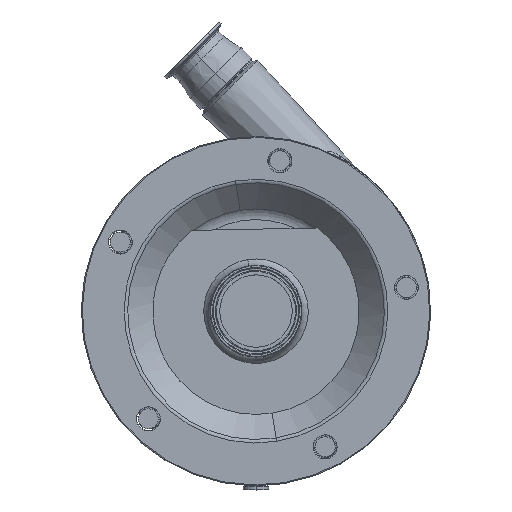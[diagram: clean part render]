
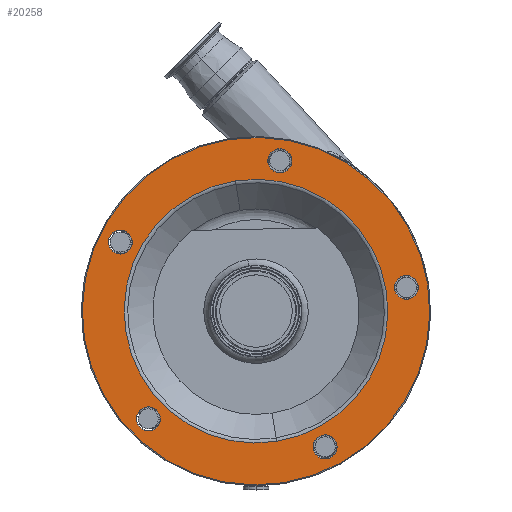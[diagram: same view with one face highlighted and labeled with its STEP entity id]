
A CAD part, top view. The second image highlights one B-rep face of the part: STEP entity #20258.
In plain terms, the highlighted planar face has unit normal (0, 0, 1).
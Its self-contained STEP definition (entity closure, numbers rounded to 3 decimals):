
#12 = CIRCLE ( 'NONE', #17728, 132.071 ) ;
#798 = CARTESIAN_POINT ( 'NONE',  ( 150.622, 23.856, 303.5 ) ) ;
#842 = CIRCLE ( 'NONE', #10111, 174. ) ;
#982 = CARTESIAN_POINT ( 'NONE',  ( -134.001, 57.381, 303.5 ) ) ;
#1396 = CIRCLE ( 'NONE', #8148, 12. ) ;
#1434 = EDGE_CURVE ( 'NONE', #5682, #16905, #25207, .T. ) ;
#1796 = CARTESIAN_POINT ( 'NONE',  ( -135.878, 69.234, 303.5 ) ) ;
#1955 = DIRECTION ( 'NONE',  ( 0.156, -0.988, 0. ) ) ;
#2043 = DIRECTION ( 'NONE',  ( 0., 0., -1. ) ) ;
#2179 = CARTESIAN_POINT ( 'NONE',  ( -135.878, 69.234, 303.5 ) ) ;
#2302 = DIRECTION ( 'NONE',  ( 0., 0., -1. ) ) ;
#2754 = DIRECTION ( 'NONE',  ( 0., 0., -1. ) ) ;
#2768 = DIRECTION ( 'NONE',  ( 0.156, -0.988, 0. ) ) ;
#3018 = DIRECTION ( 'NONE',  ( 0.156, -0.988, 0. ) ) ;
#3444 = VERTEX_POINT ( 'NONE', #16334 ) ;
#3955 = DIRECTION ( 'NONE',  ( 0., 0., -1. ) ) ;
#3995 = CARTESIAN_POINT ( 'NONE',  ( 27.22, -171.858, 303.5 ) ) ;
#4159 = VERTEX_POINT ( 'NONE', #982 ) ;
#4366 = VERTEX_POINT ( 'NONE', #6522 ) ;
#4588 = CARTESIAN_POINT ( 'NONE',  ( 148.745, 35.709, 303.5 ) ) ;
#4641 = ORIENTED_EDGE ( 'NONE', *, *, #23822, .T. ) ;
#4711 = EDGE_LOOP ( 'NONE', ( #12509, #4641 ) ) ;
#4823 = CIRCLE ( 'NONE', #25870, 12. ) ;
#4996 = VERTEX_POINT ( 'NONE', #25057 ) ;
#5682 = VERTEX_POINT ( 'NONE', #21366 ) ;
#6182 = DIRECTION ( 'NONE',  ( 0.156, -0.988, 0. ) ) ;
#6522 = CARTESIAN_POINT ( 'NONE',  ( -105.957, -119.686, 303.5 ) ) ;
#6744 = VERTEX_POINT ( 'NONE', #17620 ) ;
#6756 = DIRECTION ( 'NONE',  ( 0., 0., -1. ) ) ;
#6798 = EDGE_CURVE ( 'NONE', #18663, #6744, #23173, .T. ) ;
#6978 = DIRECTION ( 'NONE',  ( 0.156, -0.988, 0. ) ) ;
#7526 = EDGE_CURVE ( 'NONE', #24103, #4996, #24889, .T. ) ;
#7748 = DIRECTION ( 'NONE',  ( 0.156, -0.988, 0. ) ) ;
#7914 = CARTESIAN_POINT ( 'NONE',  ( 0., 0., 303.5 ) ) ;
#7940 = EDGE_CURVE ( 'NONE', #16905, #5682, #842, .T. ) ;
#7948 = ORIENTED_EDGE ( 'NONE', *, *, #7526, .T. ) ;
#8148 = AXIS2_PLACEMENT_3D ( 'NONE', #798, #6756, #23264 ) ;
#8572 = EDGE_CURVE ( 'NONE', #4996, #24103, #12, .T. ) ;
#8738 = AXIS2_PLACEMENT_3D ( 'NONE', #2179, #22251, #18053 ) ;
#9153 = AXIS2_PLACEMENT_3D ( 'NONE', #1796, #15616, #24015 ) ;
#9201 = DIRECTION ( 'NONE',  ( 0.156, -0.988, 0. ) ) ;
#9247 = EDGE_LOOP ( 'NONE', ( #12851, #17424 ) ) ;
#9411 = FACE_BOUND ( 'NONE', #11262, .T. ) ;
#9527 = EDGE_CURVE ( 'NONE', #3444, #4366, #15212, .T. ) ;
#9624 = CIRCLE ( 'NONE', #16324, 12. ) ;
#10111 = AXIS2_PLACEMENT_3D ( 'NONE', #17100, #21213, #23593 ) ;
#10196 = VERTEX_POINT ( 'NONE', #22906 ) ;
#10374 = DIRECTION ( 'NONE',  ( 0.156, -0.988, 0. ) ) ;
#10381 = DIRECTION ( 'NONE',  ( 0., 0., -1. ) ) ;
#10619 = DIRECTION ( 'NONE',  ( 0.156, -0.988, 0. ) ) ;
#10742 = CARTESIAN_POINT ( 'NONE',  ( -107.834, -107.834, 303.5 ) ) ;
#11051 = DIRECTION ( 'NONE',  ( 0., 0., -1. ) ) ;
#11262 = EDGE_LOOP ( 'NONE', ( #11324, #23521 ) ) ;
#11324 = ORIENTED_EDGE ( 'NONE', *, *, #24398, .T. ) ;
#11373 = FACE_BOUND ( 'NONE', #4711, .T. ) ;
#11757 = AXIS2_PLACEMENT_3D ( 'NONE', #19238, #21086, #9201 ) ;
#11761 = DIRECTION ( 'NONE',  ( 0.156, -0.988, 0. ) ) ;
#11956 = CARTESIAN_POINT ( 'NONE',  ( -137.756, 81.086, 303.5 ) ) ;
#12483 = CIRCLE ( 'NONE', #20071, 12. ) ;
#12503 = CARTESIAN_POINT ( 'NONE',  ( 25.733, 138.77, 303.5 ) ) ;
#12509 = ORIENTED_EDGE ( 'NONE', *, *, #22120, .T. ) ;
#12517 = CARTESIAN_POINT ( 'NONE',  ( 0., 0., 303.5 ) ) ;
#12851 = ORIENTED_EDGE ( 'NONE', *, *, #19397, .T. ) ;
#12892 = AXIS2_PLACEMENT_3D ( 'NONE', #23230, #11051, #6978 ) ;
#13059 = CARTESIAN_POINT ( 'NONE',  ( 23.856, 150.622, 303.5 ) ) ;
#13316 = CIRCLE ( 'NONE', #9153, 12. ) ;
#13744 = AXIS2_PLACEMENT_3D ( 'NONE', #7914, #3955, #1955 ) ;
#14932 = VERTEX_POINT ( 'NONE', #11956 ) ;
#15051 = VERTEX_POINT ( 'NONE', #4588 ) ;
#15212 = CIRCLE ( 'NONE', #24161, 12. ) ;
#15264 = EDGE_LOOP ( 'NONE', ( #19002, #18912 ) ) ;
#15371 = CARTESIAN_POINT ( 'NONE',  ( -20.66, 130.445, 303.5 ) ) ;
#15616 = DIRECTION ( 'NONE',  ( 0., 0., -1. ) ) ;
#15945 = DIRECTION ( 'NONE',  ( 0., 0., -1. ) ) ;
#16324 = AXIS2_PLACEMENT_3D ( 'NONE', #18326, #2302, #10374 ) ;
#16334 = CARTESIAN_POINT ( 'NONE',  ( -109.711, -95.982, 303.5 ) ) ;
#16560 = CARTESIAN_POINT ( 'NONE',  ( 150.622, 23.856, 303.5 ) ) ;
#16747 = EDGE_CURVE ( 'NONE', #4366, #3444, #4823, .T. ) ;
#16905 = VERTEX_POINT ( 'NONE', #3995 ) ;
#16980 = ORIENTED_EDGE ( 'NONE', *, *, #16747, .T. ) ;
#17100 = CARTESIAN_POINT ( 'NONE',  ( 0., 0., 303.5 ) ) ;
#17251 = AXIS2_PLACEMENT_3D ( 'NONE', #12517, #20858, #2768 ) ;
#17424 = ORIENTED_EDGE ( 'NONE', *, *, #6798, .T. ) ;
#17449 = FACE_BOUND ( 'NONE', #9247, .T. ) ;
#17613 = EDGE_LOOP ( 'NONE', ( #22949, #7948 ) ) ;
#17620 = CARTESIAN_POINT ( 'NONE',  ( 67.356, -124.026, 303.5 ) ) ;
#17689 = VERTEX_POINT ( 'NONE', #22683 ) ;
#17728 = AXIS2_PLACEMENT_3D ( 'NONE', #22390, #2043, #24147 ) ;
#17791 = EDGE_LOOP ( 'NONE', ( #20863, #17997 ) ) ;
#17960 = CIRCLE ( 'NONE', #12892, 12. ) ;
#17997 = ORIENTED_EDGE ( 'NONE', *, *, #22457, .T. ) ;
#18053 = DIRECTION ( 'NONE',  ( 0.156, -0.988, 0. ) ) ;
#18326 = CARTESIAN_POINT ( 'NONE',  ( 23.856, 150.622, 303.5 ) ) ;
#18663 = VERTEX_POINT ( 'NONE', #24146 ) ;
#18835 = DIRECTION ( 'NONE',  ( 0., 0., -1. ) ) ;
#18912 = ORIENTED_EDGE ( 'NONE', *, *, #1434, .F. ) ;
#19002 = ORIENTED_EDGE ( 'NONE', *, *, #7940, .F. ) ;
#19169 = DIRECTION ( 'NONE',  ( 0., 0., -1. ) ) ;
#19238 = CARTESIAN_POINT ( 'NONE',  ( 69.234, -135.878, 303.5 ) ) ;
#19397 = EDGE_CURVE ( 'NONE', #6744, #18663, #17960, .T. ) ;
#19462 = FACE_BOUND ( 'NONE', #21326, .T. ) ;
#20071 = AXIS2_PLACEMENT_3D ( 'NONE', #13059, #19169, #7748 ) ;
#20082 = PLANE ( 'NONE',  #23999 ) ;
#20258 = ADVANCED_FACE ( 'NONE', ( #9411, #11373, #19462, #17449, #25551, #23544, #24082 ), #20082, .F. ) ;
#20509 = CIRCLE ( 'NONE', #21355, 12. ) ;
#20581 = EDGE_CURVE ( 'NONE', #22852, #17689, #12483, .T. ) ;
#20858 = DIRECTION ( 'NONE',  ( 0., 0., -1. ) ) ;
#20863 = ORIENTED_EDGE ( 'NONE', *, *, #25178, .T. ) ;
#21086 = DIRECTION ( 'NONE',  ( 0., 0., -1. ) ) ;
#21213 = DIRECTION ( 'NONE',  ( 0., 0., -1. ) ) ;
#21326 = EDGE_LOOP ( 'NONE', ( #22402, #16980 ) ) ;
#21355 = AXIS2_PLACEMENT_3D ( 'NONE', #16560, #10381, #6182 ) ;
#21366 = CARTESIAN_POINT ( 'NONE',  ( -27.22, 171.858, 303.5 ) ) ;
#22120 = EDGE_CURVE ( 'NONE', #14932, #4159, #13316, .T. ) ;
#22251 = DIRECTION ( 'NONE',  ( 0., 0., -1. ) ) ;
#22390 = CARTESIAN_POINT ( 'NONE',  ( 0., 0., 303.5 ) ) ;
#22402 = ORIENTED_EDGE ( 'NONE', *, *, #9527, .T. ) ;
#22457 = EDGE_CURVE ( 'NONE', #10196, #15051, #1396, .T. ) ;
#22683 = CARTESIAN_POINT ( 'NONE',  ( 21.979, 162.475, 303.5 ) ) ;
#22852 = VERTEX_POINT ( 'NONE', #12503 ) ;
#22906 = CARTESIAN_POINT ( 'NONE',  ( 152.5, 12.004, 303.5 ) ) ;
#22949 = ORIENTED_EDGE ( 'NONE', *, *, #8572, .T. ) ;
#22965 = CARTESIAN_POINT ( 'NONE',  ( -107.834, -107.834, 303.5 ) ) ;
#23173 = CIRCLE ( 'NONE', #11757, 12. ) ;
#23230 = CARTESIAN_POINT ( 'NONE',  ( 69.234, -135.878, 303.5 ) ) ;
#23264 = DIRECTION ( 'NONE',  ( 0.156, -0.988, 0. ) ) ;
#23521 = ORIENTED_EDGE ( 'NONE', *, *, #20581, .T. ) ;
#23544 = FACE_OUTER_BOUND ( 'NONE', #15264, .T. ) ;
#23593 = DIRECTION ( 'NONE',  ( 0.156, -0.988, 0. ) ) ;
#23822 = EDGE_CURVE ( 'NONE', #4159, #14932, #25218, .T. ) ;
#23999 = AXIS2_PLACEMENT_3D ( 'NONE', #24337, #15945, #11761 ) ;
#24015 = DIRECTION ( 'NONE',  ( 0.156, -0.988, 0. ) ) ;
#24082 = FACE_BOUND ( 'NONE', #17613, .T. ) ;
#24103 = VERTEX_POINT ( 'NONE', #15371 ) ;
#24146 = CARTESIAN_POINT ( 'NONE',  ( 71.111, -147.731, 303.5 ) ) ;
#24147 = DIRECTION ( 'NONE',  ( 0.156, -0.988, 0. ) ) ;
#24161 = AXIS2_PLACEMENT_3D ( 'NONE', #22965, #2754, #3018 ) ;
#24337 = CARTESIAN_POINT ( 'NONE',  ( -27.22, 171.858, 303.5 ) ) ;
#24398 = EDGE_CURVE ( 'NONE', #17689, #22852, #9624, .T. ) ;
#24889 = CIRCLE ( 'NONE', #17251, 132.071 ) ;
#25057 = CARTESIAN_POINT ( 'NONE',  ( 20.66, -130.445, 303.5 ) ) ;
#25178 = EDGE_CURVE ( 'NONE', #15051, #10196, #20509, .T. ) ;
#25207 = CIRCLE ( 'NONE', #13744, 174. ) ;
#25218 = CIRCLE ( 'NONE', #8738, 12. ) ;
#25551 = FACE_BOUND ( 'NONE', #17791, .T. ) ;
#25870 = AXIS2_PLACEMENT_3D ( 'NONE', #10742, #18835, #10619 ) ;
